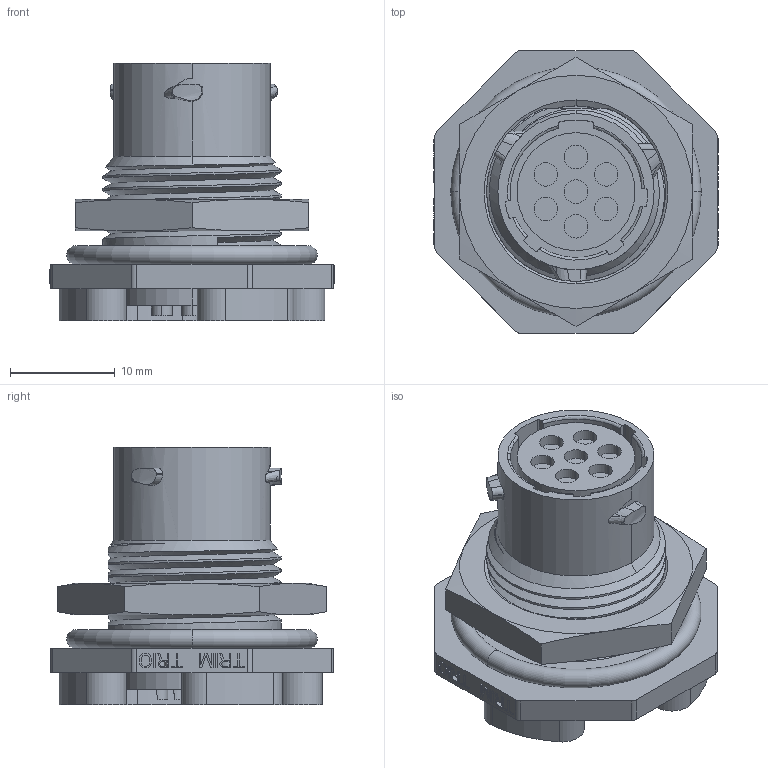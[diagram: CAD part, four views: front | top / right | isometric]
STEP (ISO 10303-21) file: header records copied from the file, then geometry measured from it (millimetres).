
FILE_DESCRIPTION((''),'2;1');
FILE_NAME('UTS710E7S','2011-04-05T',('vsorin'),('SOURIAU'),'PRO/ENGINEER BY PARAMETRIC TECHNOLOGY CORPORATION, 2010140','PRO/ENGINEER BY PARAMETRIC TECHNOLOGY CORPORATION, 2010140','');
FILE_SCHEMA(('CONFIG_CONTROL_DESIGN'));
Length unit declared in the file: millimetre
Products named in the file (1): UTS710E7S
Bounding box: 27.17 x 26.97 x 24.58 mm (x, y, z)
Surface area: 5297.8 mm2 (no closed solid volume)
Topology: 0 solids, 11 shells, 409 faces, 1523 edges, 1104 vertices
Faces by surface type: plane 236, cylinder 113, cone 23, bspline 22, torus 8, extrusion 7
Entity records: 19654 total; most frequent: CARTESIAN_POINT 7168, ORIENTED_EDGE 2511, DIRECTION 2347, EDGE_CURVE 1523, VERTEX_POINT 1104, VECTOR 1075, LINE 1068, AXIS2_PLACEMENT_3D 636
